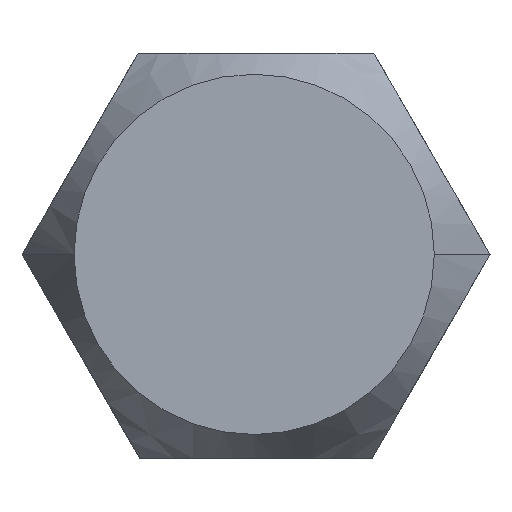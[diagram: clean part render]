
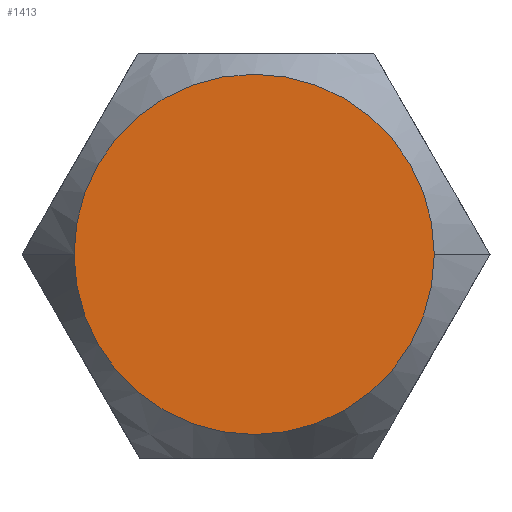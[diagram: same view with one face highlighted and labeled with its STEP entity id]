
A CAD part, front view. The second image highlights one B-rep face of the part: STEP entity #1413.
In plain terms, the highlighted planar face has unit normal (0, -1, 0).
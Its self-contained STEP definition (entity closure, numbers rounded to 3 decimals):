
#109 = CIRCLE ( 'NONE', #632, 2.8 ) ;
#214 = FACE_OUTER_BOUND ( 'NONE', #491, .T. ) ;
#462 = ORIENTED_EDGE ( 'NONE', *, *, #2901, .F. ) ;
#491 = EDGE_LOOP ( 'NONE', ( #462, #2920 ) ) ;
#632 = AXIS2_PLACEMENT_3D ( 'NONE', #3633, #3030, #3346 ) ;
#717 = DIRECTION ( 'NONE',  ( -1., 0., 0. ) ) ;
#1413 = ADVANCED_FACE ( 'NONE', ( #214 ), #3490, .T. ) ;
#1625 = CARTESIAN_POINT ( 'NONE',  ( 0.029, 0., 6.3 ) ) ;
#1899 = VERTEX_POINT ( 'NONE', #3331 ) ;
#1962 = DIRECTION ( 'NONE',  ( 1., 0., 0. ) ) ;
#2034 = DIRECTION ( 'NONE',  ( 0., 1., 0. ) ) ;
#2291 = DIRECTION ( 'NONE',  ( 0., -1., 0. ) ) ;
#2901 = EDGE_CURVE ( 'NONE', #1899, #4002, #109, .T. ) ;
#2920 = ORIENTED_EDGE ( 'NONE', *, *, #3207, .F. ) ;
#3030 = DIRECTION ( 'NONE',  ( 0., 1., 0. ) ) ;
#3103 = AXIS2_PLACEMENT_3D ( 'NONE', #3272, #2034, #717 ) ;
#3196 = CIRCLE ( 'NONE', #3103, 2.8 ) ;
#3207 = EDGE_CURVE ( 'NONE', #4002, #1899, #3196, .T. ) ;
#3272 = CARTESIAN_POINT ( 'NONE',  ( 0., 0., 0. ) ) ;
#3331 = CARTESIAN_POINT ( 'NONE',  ( -2.8, 0., 0. ) ) ;
#3346 = DIRECTION ( 'NONE',  ( -1., 0., 0. ) ) ;
#3429 = CARTESIAN_POINT ( 'NONE',  ( 2.8, 0., 0. ) ) ;
#3490 = PLANE ( 'NONE',  #3780 ) ;
#3633 = CARTESIAN_POINT ( 'NONE',  ( 0., 0., 0. ) ) ;
#3780 = AXIS2_PLACEMENT_3D ( 'NONE', #1625, #2291, #1962 ) ;
#4002 = VERTEX_POINT ( 'NONE', #3429 ) ;
